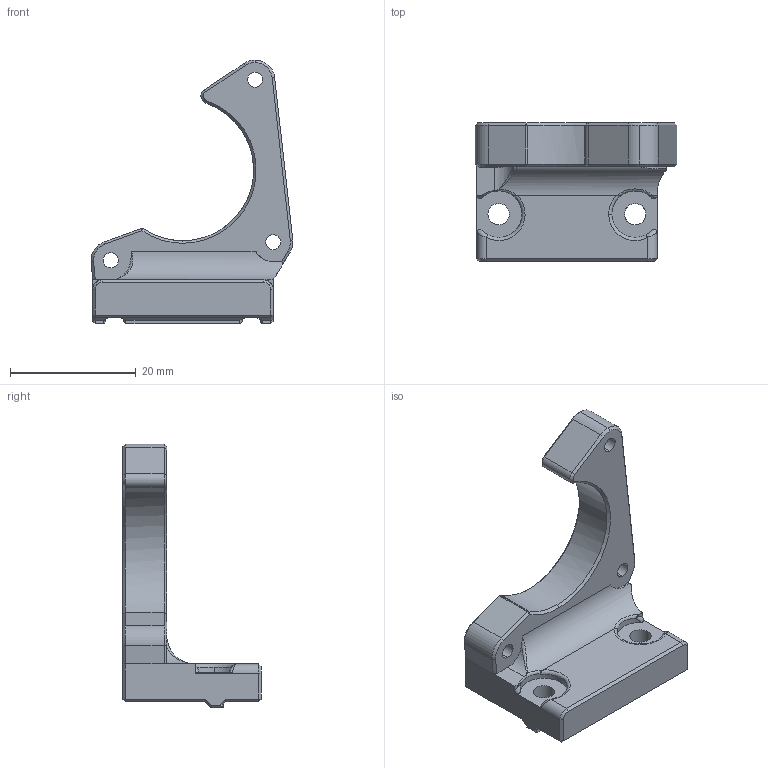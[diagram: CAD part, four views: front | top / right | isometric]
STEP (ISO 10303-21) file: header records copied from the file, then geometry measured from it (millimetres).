
FILE_DESCRIPTION (( 'STEP AP214' ), '1' );
FILE_NAME ('longboi_alt_z_motor_mount_nema14.STEP', '2021-10-14T18:43:48', ( '' ), ( '' ), 'SwSTEP 2.0', 'SolidWorks 2021', '' );
FILE_SCHEMA (( 'AUTOMOTIVE_DESIGN' ));
Length unit declared in the file: millimetre
Products named in the file (1): longboi_alt_z_motor_mount_nema14
Bounding box: 32.08 x 22 x 41.98 mm (x, y, z)
Volume: 6542.5 mm3; surface area: 3344.2 mm2
Topology: 1 solids, 1 shells, 146 faces, 366 edges, 217 vertices
Faces by surface type: plane 70, cone 31, cylinder 27, bspline 15, torus 3
Entity records: 4999 total; most frequent: CARTESIAN_POINT 1621, ORIENTED_EDGE 726, DIRECTION 653, EDGE_CURVE 363, AXIS2_PLACEMENT_3D 225, VERTEX_POINT 217, VECTOR 203, LINE 203
